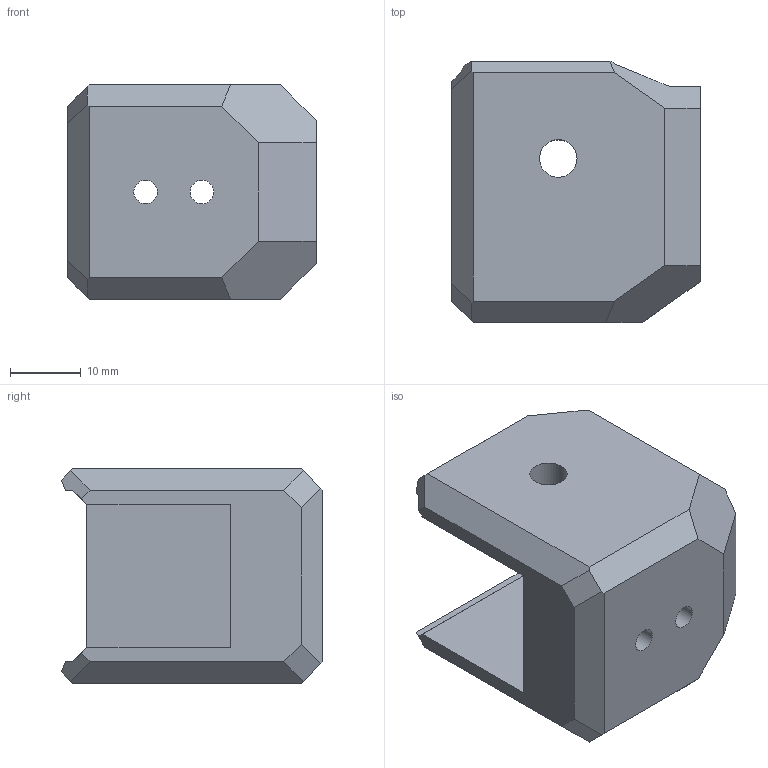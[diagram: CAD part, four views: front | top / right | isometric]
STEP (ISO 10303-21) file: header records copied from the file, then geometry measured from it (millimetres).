
FILE_DESCRIPTION(/* description */ ('STEP AP242','CAx-IF Rec.Pracs.---Representation and Presentation of Product Manufacturing Information (PMI)---4.0---2014-10-13','CAx-IF Rec.Pracs.---3D Tessellated Geometry---0.4---2014-09-14','2;1'),/* implementation_level */ '2;1');
FILE_NAME(/* name */ '61c8e41280feac090ea93695',/* time_stamp */ '2021-12-26T21:52:20+00:00',/* author */ (''),/* organization */ (''),/* preprocessor_version */ 'ST-DEVELOPER v18.101',/* originating_system */ ' ',/* authorisation */ ' ');
FILE_SCHEMA (('AP242_MANAGED_MODEL_BASED_3D_ENGINEERING_MIM_LF { 1 0 10303 442 1 1 4 }'));
Length unit declared in the file: metre
Products named in the file (1): x_gantry_end_cap
Bounding box: 35 x 36.79 x 30.2 mm (x, y, z)
Volume: 20180.5 mm3; surface area: 7555 mm2
Topology: 1 solids, 1 shells, 54 faces, 152 edges, 102 vertices
Faces by surface type: plane 50, cylinder 4
Full cylindrical faces by diameter (mm): 3.3 x2, 5.3 x2
Entity records: 1702 total; most frequent: CARTESIAN_POINT 297, ORIENTED_EDGE 288, DIRECTION 262, EDGE_CURVE 144, LINE 136, VECTOR 136, VERTEX_POINT 98, EDGE_LOOP 68
